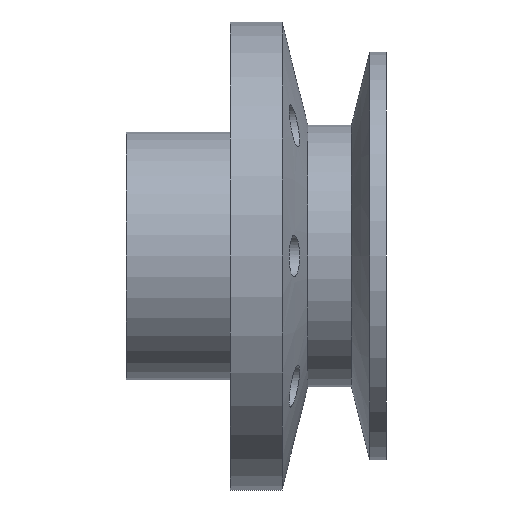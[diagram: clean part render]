
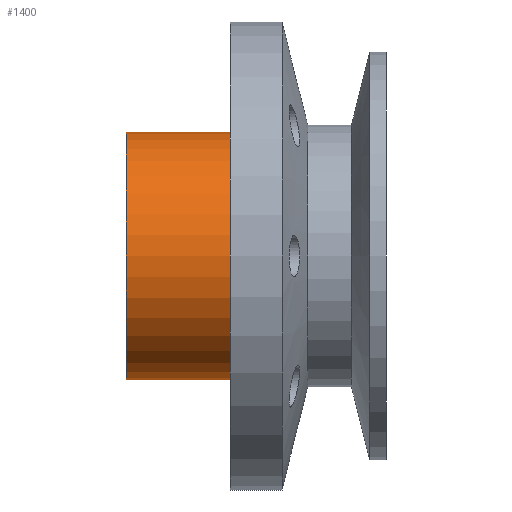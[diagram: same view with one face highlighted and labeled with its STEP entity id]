
A CAD part, front view. The second image highlights one B-rep face of the part: STEP entity #1400.
In plain terms, the highlighted cylindrical face has radius 15.113 mm (diameter 30.225 mm), a partial arc.
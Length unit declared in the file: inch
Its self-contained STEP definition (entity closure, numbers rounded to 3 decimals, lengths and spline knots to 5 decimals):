
#41 = VERTEX_POINT ( 'NONE', #1054 ) ;
#98 = CARTESIAN_POINT ( 'NONE',  ( 0., 0., 0.59498 ) ) ;
#147 = VERTEX_POINT ( 'NONE', #1201 ) ;
#226 = EDGE_LOOP ( 'NONE', ( #878, #645, #265, #1273 ) ) ;
#235 = LINE ( 'NONE', #98, #305 ) ;
#265 = ORIENTED_EDGE ( 'NONE', *, *, #1132, .T. ) ;
#305 = VECTOR ( 'NONE', #1626, 39.37008 ) ;
#353 = DIRECTION ( 'NONE',  ( 0., 0., 1. ) ) ;
#361 = VERTEX_POINT ( 'NONE', #369 ) ;
#369 = CARTESIAN_POINT ( 'NONE',  ( -0.5, 0., 0.59498 ) ) ;
#392 = VERTEX_POINT ( 'NONE', #1377 ) ;
#406 = AXIS2_PLACEMENT_3D ( 'NONE', #1543, #509, #533 ) ;
#479 = EDGE_CURVE ( 'NONE', #41, #147, #1438, .T. ) ;
#509 = DIRECTION ( 'NONE',  ( -1., 0., 0. ) ) ;
#533 = DIRECTION ( 'NONE',  ( 0., 0., 1. ) ) ;
#593 = CARTESIAN_POINT ( 'NONE',  ( 0., 0., 0. ) ) ;
#645 = ORIENTED_EDGE ( 'NONE', *, *, #479, .T. ) ;
#716 = DIRECTION ( 'NONE',  ( -1., 0., 0. ) ) ;
#720 = EDGE_CURVE ( 'NONE', #392, #361, #1603, .T. ) ;
#830 = DIRECTION ( 'NONE',  ( -1., 0., 0. ) ) ;
#878 = ORIENTED_EDGE ( 'NONE', *, *, #1421, .F. ) ;
#1054 = CARTESIAN_POINT ( 'NONE',  ( 0., 0., -0.59498 ) ) ;
#1061 = VECTOR ( 'NONE', #716, 39.37008 ) ;
#1119 = DIRECTION ( 'NONE',  ( 0., 0., 1. ) ) ;
#1132 = EDGE_CURVE ( 'NONE', #147, #361, #235, .T. ) ;
#1201 = CARTESIAN_POINT ( 'NONE',  ( 0., 0., 0.59498 ) ) ;
#1273 = ORIENTED_EDGE ( 'NONE', *, *, #720, .F. ) ;
#1328 = AXIS2_PLACEMENT_3D ( 'NONE', #593, #830, #1119 ) ;
#1360 = CYLINDRICAL_SURFACE ( 'NONE', #1328, 0.59498 ) ;
#1377 = CARTESIAN_POINT ( 'NONE',  ( -0.5, 0., -0.59498 ) ) ;
#1400 = ADVANCED_FACE ( 'NONE', ( #1502 ), #1360, .T. ) ;
#1421 = EDGE_CURVE ( 'NONE', #41, #392, #1667, .T. ) ;
#1438 = CIRCLE ( 'NONE', #406, 0.59498 ) ;
#1439 = AXIS2_PLACEMENT_3D ( 'NONE', #1517, #1650, #353 ) ;
#1502 = FACE_OUTER_BOUND ( 'NONE', #226, .T. ) ;
#1517 = CARTESIAN_POINT ( 'NONE',  ( -0.5, 0., 0. ) ) ;
#1543 = CARTESIAN_POINT ( 'NONE',  ( 0., 0., 0. ) ) ;
#1603 = CIRCLE ( 'NONE', #1439, 0.59498 ) ;
#1626 = DIRECTION ( 'NONE',  ( -1., 0., 0. ) ) ;
#1635 = CARTESIAN_POINT ( 'NONE',  ( 0., 0., -0.59498 ) ) ;
#1650 = DIRECTION ( 'NONE',  ( -1., 0., 0. ) ) ;
#1667 = LINE ( 'NONE', #1635, #1061 ) ;
